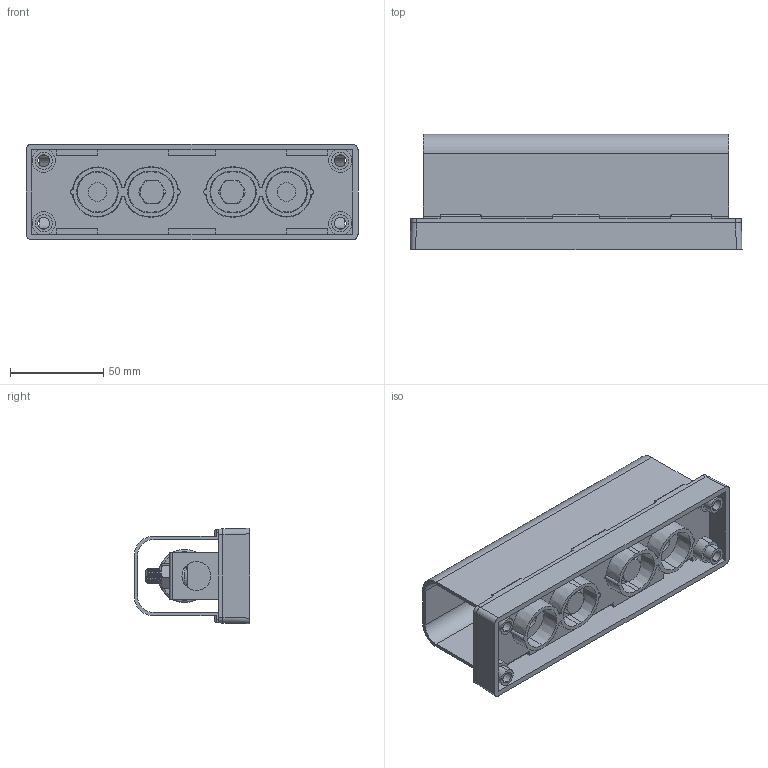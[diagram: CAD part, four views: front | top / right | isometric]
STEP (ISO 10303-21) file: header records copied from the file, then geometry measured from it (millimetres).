
FILE_DESCRIPTION (( 'STEP AP203' ), '1' );
FILE_NAME ('CFB.STEP', '2024-04-25T21:44:03', ( '' ), ( '' ), 'SwSTEP 2.0', 'SolidWorks 2023', '' );
FILE_SCHEMA (( 'CONFIG_CONTROL_DESIGN' ));
Length unit declared in the file: inch
Products named in the file (10): 52600033XX; 5260000843_5260000843; 5_16 LOCK WASHER, SBR_93496A030; H1060-B; socket set screw cup point_ai_SSCUPSKT 0.5-13x0.375-HX-N; 5260000905_TDS; B3030-A_5260000851; 5_16-18 HEX NUT, BR_92676A030; CFB; 5260000839_5260000839
Assembly tree (15 placements, depth 2):
  CFB
    H1060-B
    B3030-A_5260000851  x2
    5_16 LOCK WASHER, SBR_93496A030  x2
    5_16-18 HEX NUT, BR_92676A030  x2
    5260000839_5260000839  x2
    5260000843_5260000843  x2
    5260000905_TDS
    52600033XX
    socket set screw cup point_ai_SSCUPSKT 0.5-13x0.375-HX-N  x2
Bounding box: 178.31 x 61.86 x 51.31 mm (x, y, z)
Volume: 151437.7 mm3; surface area: 113783.4 mm2
Topology: 15 solids, 15 shells, 623 faces, 1612 edges, 1032 vertices
Faces by surface type: cylinder 262, plane 209, cone 120, bspline 28, torus 4
Entity records: 21129 total; most frequent: CARTESIAN_POINT 9548, ORIENTED_EDGE 2292, DIRECTION 2011, EDGE_CURVE 1146, VERTEX_POINT 736, AXIS2_PLACEMENT_3D 707, VECTOR 597, LINE 597
